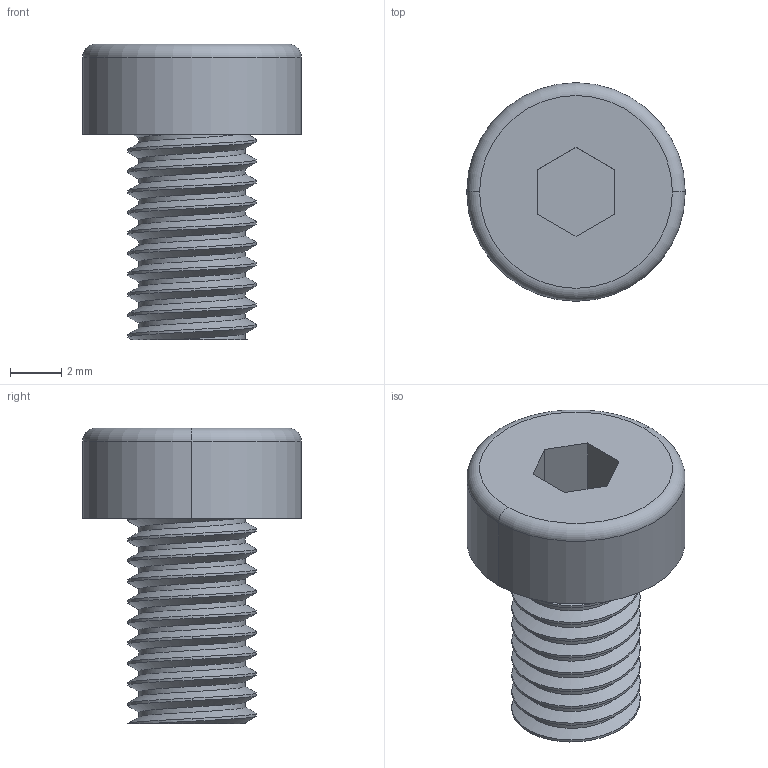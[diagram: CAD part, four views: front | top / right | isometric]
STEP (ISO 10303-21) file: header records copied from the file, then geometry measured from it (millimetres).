
FILE_DESCRIPTION (( 'STEP AP203' ), '1' );
FILE_NAME ('084.301.054.STEP', '2018-03-14T16:05:05', ( '' ), ( '' ), 'SwSTEP 2.0', 'SolidWorks 2016', '' );
FILE_SCHEMA (( 'CONFIG_CONTROL_DESIGN' ));
Length unit declared in the file: millimetre
Products named in the file (1): 084.301.054
Bounding box: 8.5 x 8.5 x 11.5 mm (x, y, z)
Volume: 304.9 mm3; surface area: 421.2 mm2
Topology: 1 solids, 1 shells, 40 faces, 103 edges, 67 vertices
Faces by surface type: cylinder 23, plane 11, bspline 4, torus 2
Entity records: 3275 total; most frequent: CARTESIAN_POINT 2376, ORIENTED_EDGE 206, DIRECTION 136, EDGE_CURVE 103, VERTEX_POINT 67, AXIS2_PLACEMENT_3D 48, EDGE_LOOP 42, LINE 40
